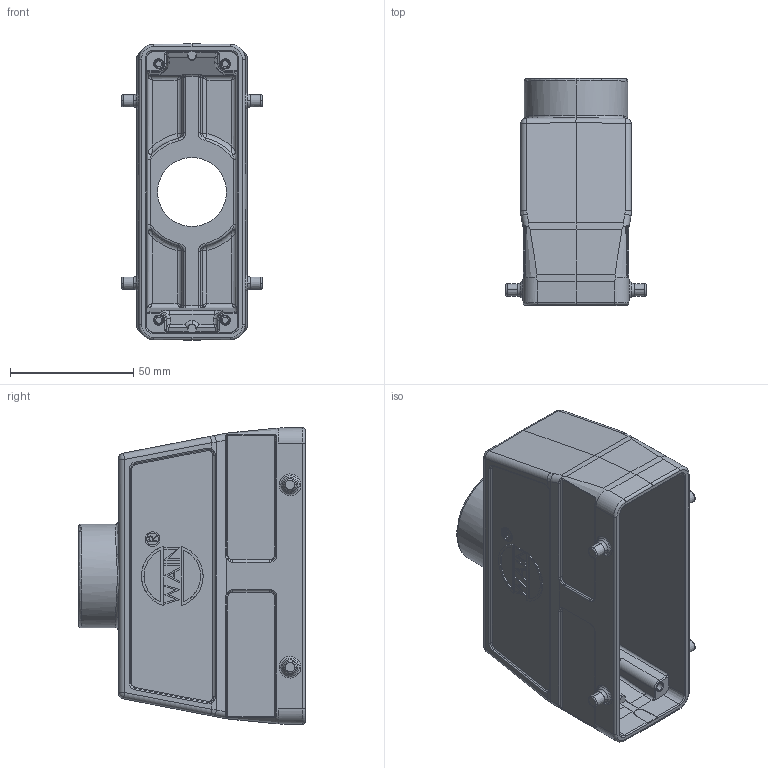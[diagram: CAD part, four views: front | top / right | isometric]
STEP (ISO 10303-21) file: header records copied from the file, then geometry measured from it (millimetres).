
FILE_DESCRIPTION(/* description */ (''),/* implementation_level */ '2;1');
FILE_NAME(/* name */ '3D_1240244305004_HV24B-TEH-4B-M32_V1.1.stp',/* time_stamp */ '2024-01-17T13:49:32+08:00',/* author */ (''),/* organization */ (''),/* preprocessor_version */ 'ST-DEVELOPER v18.1',/* originating_system */ 'SIEMENS PLM Software NX 1980',/* authorisation */ '');
FILE_SCHEMA (('AUTOMOTIVE_DESIGN { 1 0 10303 214 3 1 1 1 }'));
Length unit declared in the file: millimetre
Products named in the file (1): 14593C30272Bdvu4
Bounding box: 57 x 92 x 120.2 mm (x, y, z)
Volume: 103475.3 mm3; surface area: 56605.8 mm2
Topology: 3 solids, 3 shells, 726 faces, 1789 edges, 1085 vertices
Faces by surface type: plane 250, cylinder 206, torus 148, bspline 56, cone 48, sphere 12, extrusion 6
Entity records: 28764 total; most frequent: CARTESIAN_POINT 13100, ORIENTED_EDGE 3530, DIRECTION 2776, EDGE_CURVE 1765, VERTEX_POINT 1085, AXIS2_PLACEMENT_3D 990, VECTOR 796, LINE 790
